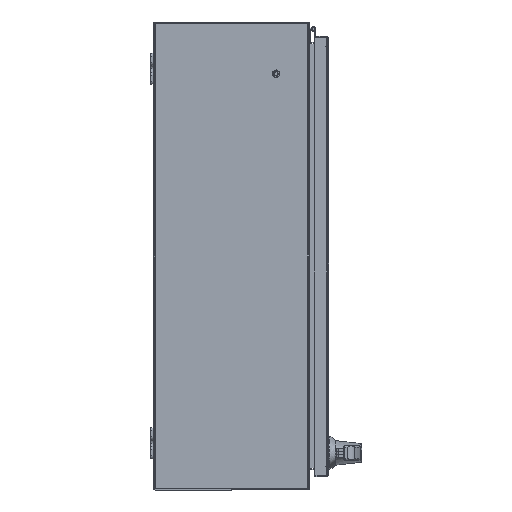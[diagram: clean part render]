
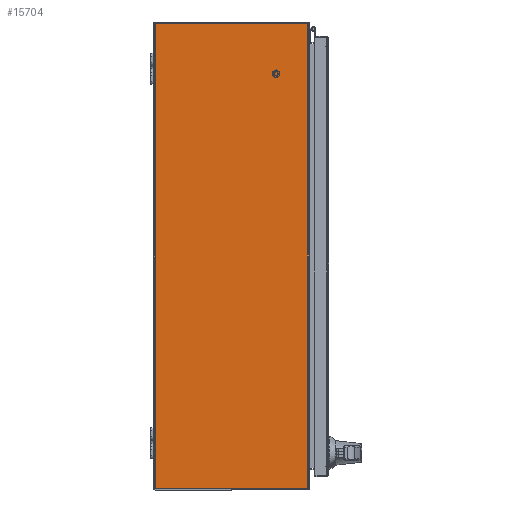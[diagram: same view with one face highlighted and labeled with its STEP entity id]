
A CAD part, front view. The second image highlights one B-rep face of the part: STEP entity #15704.
In plain terms, the highlighted face is planar.
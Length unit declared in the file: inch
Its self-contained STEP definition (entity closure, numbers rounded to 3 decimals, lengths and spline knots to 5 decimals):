
#769 = ORIENTED_EDGE ( 'NONE', *, *, #30343, .F. ) ;
#1193 = LINE ( 'NONE', #102252, #80291 ) ;
#5235 = DIRECTION ( 'NONE',  ( 0., 0., 1. ) ) ;
#5710 = CARTESIAN_POINT ( 'NONE',  ( 14.67792, -9.77404, -21. ) ) ;
#6004 = DIRECTION ( 'NONE',  ( 0., -1., 0. ) ) ;
#9825 = DIRECTION ( 'NONE',  ( 0., 0., -1. ) ) ;
#11292 = CARTESIAN_POINT ( 'NONE',  ( -14.92792, -0.108, -21. ) ) ;
#13976 = VECTOR ( 'NONE', #60031, 39.37008 ) ;
#14318 = CARTESIAN_POINT ( 'NONE',  ( 14.92792, 39.37008, -21. ) ) ;
#15704 = ADVANCED_FACE ( 'NONE', ( #54315 ), #101559, .T. ) ;
#19843 = ORIENTED_EDGE ( 'NONE', *, *, #92558, .T. ) ;
#19854 = ORIENTED_EDGE ( 'NONE', *, *, #107447, .T. ) ;
#22701 = LINE ( 'NONE', #51579, #13976 ) ;
#24957 = EDGE_CURVE ( 'NONE', #41123, #116306, #41655, .T. ) ;
#25792 = LINE ( 'NONE', #77992, #67429 ) ;
#27026 = EDGE_LOOP ( 'NONE', ( #114372, #19843, #70718, #64740, #19854, #769 ) ) ;
#27232 = VECTOR ( 'NONE', #58509, 39.37008 ) ;
#30343 = EDGE_CURVE ( 'NONE', #110299, #53575, #35551, .T. ) ;
#35551 = CIRCLE ( 'NONE', #47569, 0.25 ) ;
#41123 = VERTEX_POINT ( 'NONE', #43537 ) ;
#41655 = LINE ( 'NONE', #14318, #27232 ) ;
#43350 = VERTEX_POINT ( 'NONE', #46064 ) ;
#43537 = CARTESIAN_POINT ( 'NONE',  ( 14.92792, -0.108, -21. ) ) ;
#43917 = DIRECTION ( 'NONE',  ( 0., 0., 1. ) ) ;
#46064 = CARTESIAN_POINT ( 'NONE',  ( 14.89834, -9.892, -21. ) ) ;
#47569 = AXIS2_PLACEMENT_3D ( 'NONE', #69062, #5235, #6004 ) ;
#47593 = EDGE_CURVE ( 'NONE', #43350, #116306, #82967, .T. ) ;
#51579 = CARTESIAN_POINT ( 'NONE',  ( -14.92792, 39.37008, -21. ) ) ;
#53575 = VERTEX_POINT ( 'NONE', #108681 ) ;
#54315 = FACE_OUTER_BOUND ( 'NONE', #27026, .T. ) ;
#58509 = DIRECTION ( 'NONE',  ( 0., -1., 0. ) ) ;
#60031 = DIRECTION ( 'NONE',  ( 0., -1., 0. ) ) ;
#64302 = AXIS2_PLACEMENT_3D ( 'NONE', #91864, #9825, #109245 ) ;
#64740 = ORIENTED_EDGE ( 'NONE', *, *, #47593, .F. ) ;
#66250 = CARTESIAN_POINT ( 'NONE',  ( -14.92792, -9.77404, -21. ) ) ;
#67111 = DIRECTION ( 'NONE',  ( -1., 0., 0. ) ) ;
#67429 = VECTOR ( 'NONE', #67111, 39.37008 ) ;
#69062 = CARTESIAN_POINT ( 'NONE',  ( -14.67792, -9.77404, -21. ) ) ;
#70718 = ORIENTED_EDGE ( 'NONE', *, *, #24957, .T. ) ;
#71599 = DIRECTION ( 'NONE',  ( 0., -1., 0. ) ) ;
#75585 = EDGE_CURVE ( 'NONE', #101360, #110299, #22701, .T. ) ;
#77992 = CARTESIAN_POINT ( 'NONE',  ( -14.892, -9.892, -21. ) ) ;
#80291 = VECTOR ( 'NONE', #111532, 39.37008 ) ;
#82967 = CIRCLE ( 'NONE', #112389, 0.25 ) ;
#90762 = CARTESIAN_POINT ( 'NONE',  ( 14.92792, -9.77404, -21. ) ) ;
#91864 = CARTESIAN_POINT ( 'NONE',  ( -14.892, -0.06248, -21. ) ) ;
#92558 = EDGE_CURVE ( 'NONE', #101360, #41123, #1193, .T. ) ;
#101360 = VERTEX_POINT ( 'NONE', #11292 ) ;
#101559 = PLANE ( 'NONE',  #64302 ) ;
#102252 = CARTESIAN_POINT ( 'NONE',  ( -14.892, -0.108, -21. ) ) ;
#107447 = EDGE_CURVE ( 'NONE', #43350, #53575, #25792, .T. ) ;
#108681 = CARTESIAN_POINT ( 'NONE',  ( -14.89834, -9.892, -21. ) ) ;
#109245 = DIRECTION ( 'NONE',  ( 0., 1., 0. ) ) ;
#110299 = VERTEX_POINT ( 'NONE', #66250 ) ;
#111532 = DIRECTION ( 'NONE',  ( 1., 0., 0. ) ) ;
#112389 = AXIS2_PLACEMENT_3D ( 'NONE', #5710, #43917, #71599 ) ;
#114372 = ORIENTED_EDGE ( 'NONE', *, *, #75585, .F. ) ;
#116306 = VERTEX_POINT ( 'NONE', #90762 ) ;
